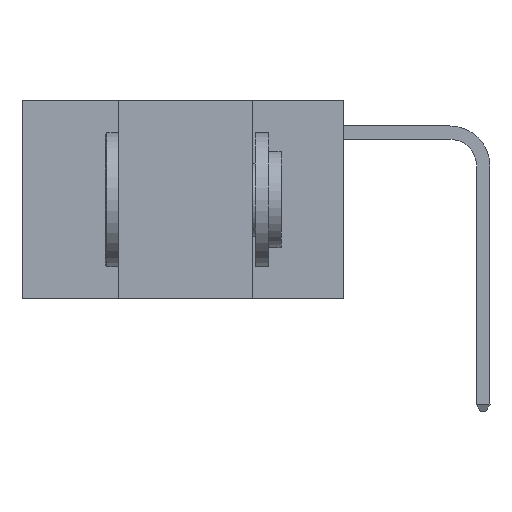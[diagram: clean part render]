
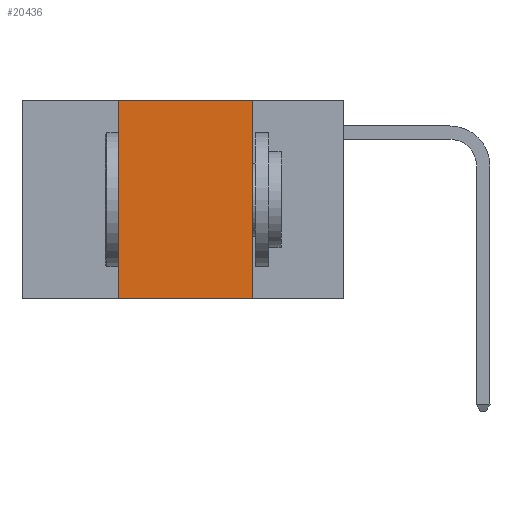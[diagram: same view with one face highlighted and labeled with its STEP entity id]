
A CAD part, left-side view. The second image highlights one B-rep face of the part: STEP entity #20436.
In plain terms, the highlighted planar face has unit normal (-1, 0, 0).
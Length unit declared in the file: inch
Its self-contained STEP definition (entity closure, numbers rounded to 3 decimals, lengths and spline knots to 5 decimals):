
#9 = EDGE_CURVE ( 'NONE', #8777, #5025, #19064, .T. ) ;
#183 = EDGE_CURVE ( 'NONE', #9008, #728, #16176, .T. ) ;
#728 = VERTEX_POINT ( 'NONE', #1463 ) ;
#1463 = CARTESIAN_POINT ( 'NONE',  ( 0., 0.17, 0. ) ) ;
#1922 = FACE_OUTER_BOUND ( 'NONE', #5680, .T. ) ;
#2697 = CARTESIAN_POINT ( 'NONE',  ( 0., 0.6, 0. ) ) ;
#2961 = EDGE_CURVE ( 'NONE', #8777, #9008, #12420, .T. ) ;
#3403 = ORIENTED_EDGE ( 'NONE', *, *, #9, .T. ) ;
#3936 = VECTOR ( 'NONE', #11491, 39.37008 ) ;
#4370 = DIRECTION ( 'NONE',  ( 0., 0., -1. ) ) ;
#5025 = VERTEX_POINT ( 'NONE', #18893 ) ;
#5193 = DIRECTION ( 'NONE',  ( 0., -1., 0. ) ) ;
#5290 = CARTESIAN_POINT ( 'NONE',  ( 0., 0.17, 0. ) ) ;
#5680 = EDGE_LOOP ( 'NONE', ( #8259, #10977, #11968, #3403 ) ) ;
#6679 = LINE ( 'NONE', #5290, #7205 ) ;
#7205 = VECTOR ( 'NONE', #11663, 39.37008 ) ;
#8129 = CARTESIAN_POINT ( 'NONE',  ( 0., 0.42, 0. ) ) ;
#8190 = VECTOR ( 'NONE', #12173, 39.37008 ) ;
#8259 = ORIENTED_EDGE ( 'NONE', *, *, #8496, .F. ) ;
#8496 = EDGE_CURVE ( 'NONE', #728, #5025, #6679, .T. ) ;
#8777 = VERTEX_POINT ( 'NONE', #17024 ) ;
#9008 = VERTEX_POINT ( 'NONE', #8129 ) ;
#9603 = CARTESIAN_POINT ( 'NONE',  ( 0., 0.6, 0. ) ) ;
#10977 = ORIENTED_EDGE ( 'NONE', *, *, #183, .F. ) ;
#11491 = DIRECTION ( 'NONE',  ( 0., -1., 0. ) ) ;
#11663 = DIRECTION ( 'NONE',  ( 0., 0., -1. ) ) ;
#11968 = ORIENTED_EDGE ( 'NONE', *, *, #2961, .F. ) ;
#12107 = CARTESIAN_POINT ( 'NONE',  ( 0., 0.42, 0. ) ) ;
#12173 = DIRECTION ( 'NONE',  ( 0., 0., 1. ) ) ;
#12420 = LINE ( 'NONE', #12107, #8190 ) ;
#13553 = CARTESIAN_POINT ( 'NONE',  ( 0., 0.6, -0.37 ) ) ;
#14013 = DIRECTION ( 'NONE',  ( 1., 0., 0. ) ) ;
#14968 = VECTOR ( 'NONE', #5193, 39.37008 ) ;
#15999 = AXIS2_PLACEMENT_3D ( 'NONE', #2697, #14013, #4370 ) ;
#16176 = LINE ( 'NONE', #9603, #3936 ) ;
#17024 = CARTESIAN_POINT ( 'NONE',  ( 0., 0.42, -0.37 ) ) ;
#18893 = CARTESIAN_POINT ( 'NONE',  ( 0., 0.17, -0.37 ) ) ;
#19064 = LINE ( 'NONE', #13553, #14968 ) ;
#20040 = PLANE ( 'NONE',  #15999 ) ;
#20436 = ADVANCED_FACE ( 'NONE', ( #1922 ), #20040, .F. ) ;
